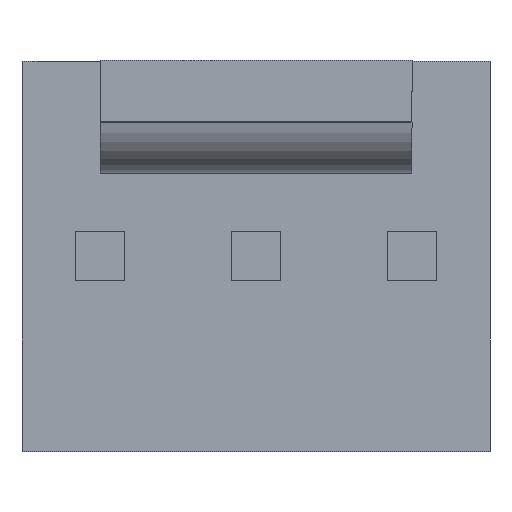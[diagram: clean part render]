
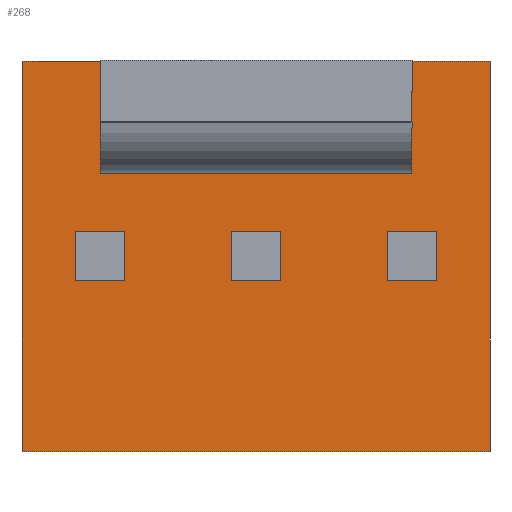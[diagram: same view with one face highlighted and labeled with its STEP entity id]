
A CAD part, top view. The second image highlights one B-rep face of the part: STEP entity #268.
In plain terms, the highlighted planar face has unit normal (0, 0, 1).
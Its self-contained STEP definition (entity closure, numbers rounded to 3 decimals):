
#183 = VERTEX_POINT ( 'NONE', #710 ) ;
#191 = ORIENTED_EDGE ( 'NONE', *, *, #205, .F. ) ;
#192 = ORIENTED_EDGE ( 'NONE', *, *, #284, .F. ) ;
#205 = EDGE_CURVE ( 'NONE', #275, #341, #632, .T. ) ;
#207 = EDGE_CURVE ( 'NONE', #260, #246, #627, .T. ) ;
#208 = ORIENTED_EDGE ( 'NONE', *, *, #329, .F. ) ;
#212 = EDGE_LOOP ( 'NONE', ( #213, #208, #191, #192, #252, #253, #255, #256 ) ) ;
#213 = ORIENTED_EDGE ( 'NONE', *, *, #207, .F. ) ;
#243 = EDGE_CURVE ( 'NONE', #183, #278, #793, .T. ) ;
#246 = VERTEX_POINT ( 'NONE', #783 ) ;
#252 = ORIENTED_EDGE ( 'NONE', *, *, #277, .F. ) ;
#253 = ORIENTED_EDGE ( 'NONE', *, *, #243, .F. ) ;
#254 = EDGE_CURVE ( 'NONE', #344, #183, #913, .T. ) ;
#255 = ORIENTED_EDGE ( 'NONE', *, *, #254, .F. ) ;
#256 = ORIENTED_EDGE ( 'NONE', *, *, #343, .F. ) ;
#260 = VERTEX_POINT ( 'NONE', #893 ) ;
#268 = ADVANCED_FACE ( 'NONE', ( #868 ), #939, .T. ) ;
#275 = VERTEX_POINT ( 'NONE', #872 ) ;
#276 = VERTEX_POINT ( 'NONE', #871 ) ;
#277 = EDGE_CURVE ( 'NONE', #278, #276, #870, .T. ) ;
#278 = VERTEX_POINT ( 'NONE', #1048 ) ;
#284 = EDGE_CURVE ( 'NONE', #276, #275, #962, .T. ) ;
#329 = EDGE_CURVE ( 'NONE', #341, #260, #1013, .T. ) ;
#341 = VERTEX_POINT ( 'NONE', #988 ) ;
#343 = EDGE_CURVE ( 'NONE', #246, #344, #987, .T. ) ;
#344 = VERTEX_POINT ( 'NONE', #983 ) ;
#624 = DIRECTION ( 'NONE',  ( 1., 0., 0. ) ) ;
#625 = VECTOR ( 'NONE', #624, 1000. ) ;
#626 = CARTESIAN_POINT ( 'NONE',  ( -1.27, 2.18, 3.17 ) ) ;
#627 = LINE ( 'NONE', #626, #625 ) ;
#629 = DIRECTION ( 'NONE',  ( 1., 0., 0. ) ) ;
#630 = VECTOR ( 'NONE', #629, 1000. ) ;
#631 = CARTESIAN_POINT ( 'NONE',  ( -1.27, 3.18, 3.17 ) ) ;
#632 = LINE ( 'NONE', #631, #630 ) ;
#710 = CARTESIAN_POINT ( 'NONE',  ( 6.35, 3.18, 3.17 ) ) ;
#783 = CARTESIAN_POINT ( 'NONE',  ( 5.08, 2.18, 3.17 ) ) ;
#790 = DIRECTION ( 'NONE',  ( 0., -1., 0. ) ) ;
#791 = VECTOR ( 'NONE', #790, 1000. ) ;
#792 = CARTESIAN_POINT ( 'NONE',  ( 6.35, 3.18, 3.17 ) ) ;
#793 = LINE ( 'NONE', #792, #791 ) ;
#868 = FACE_OUTER_BOUND ( 'NONE', #212, .T. ) ;
#869 = CARTESIAN_POINT ( 'NONE',  ( 6.35, -3.17, 3.17 ) ) ;
#870 = LINE ( 'NONE', #869, #997 ) ;
#871 = CARTESIAN_POINT ( 'NONE',  ( -1.27, -3.17, 3.17 ) ) ;
#872 = CARTESIAN_POINT ( 'NONE',  ( -1.27, 3.18, 3.17 ) ) ;
#893 = CARTESIAN_POINT ( 'NONE',  ( 0., 2.18, 3.17 ) ) ;
#913 = LINE ( 'NONE', #919, #918 ) ;
#917 = DIRECTION ( 'NONE',  ( 1., 0., 0. ) ) ;
#918 = VECTOR ( 'NONE', #917, 1000. ) ;
#919 = CARTESIAN_POINT ( 'NONE',  ( 5.08, 3.18, 3.17 ) ) ;
#934 = DIRECTION ( 'NONE',  ( 1., 0., 0. ) ) ;
#935 = DIRECTION ( 'NONE',  ( 0., 0., 1. ) ) ;
#936 = CARTESIAN_POINT ( 'NONE',  ( 0., 0., 3.17 ) ) ;
#937 = AXIS2_PLACEMENT_3D ( 'NONE', #936, #935, #934 ) ;
#939 = PLANE ( 'NONE',  #937 ) ;
#961 = DIRECTION ( 'NONE',  ( -1., 0., 0. ) ) ;
#962 = LINE ( 'NONE', #999, #998 ) ;
#963 = DIRECTION ( 'NONE',  ( 0., 1., 0. ) ) ;
#983 = CARTESIAN_POINT ( 'NONE',  ( 5.08, 3.18, 3.17 ) ) ;
#984 = DIRECTION ( 'NONE',  ( 0., 1., 0. ) ) ;
#985 = VECTOR ( 'NONE', #984, 1000. ) ;
#986 = CARTESIAN_POINT ( 'NONE',  ( 5.08, 1.35, 3.17 ) ) ;
#987 = LINE ( 'NONE', #986, #985 ) ;
#988 = CARTESIAN_POINT ( 'NONE',  ( 0., 3.18, 3.17 ) ) ;
#997 = VECTOR ( 'NONE', #961, 1000. ) ;
#998 = VECTOR ( 'NONE', #963, 1000. ) ;
#999 = CARTESIAN_POINT ( 'NONE',  ( -1.27, -3.17, 3.17 ) ) ;
#1010 = DIRECTION ( 'NONE',  ( 0., -1., 0. ) ) ;
#1011 = VECTOR ( 'NONE', #1010, 1000. ) ;
#1012 = CARTESIAN_POINT ( 'NONE',  ( 0., 3.18, 3.17 ) ) ;
#1013 = LINE ( 'NONE', #1012, #1011 ) ;
#1048 = CARTESIAN_POINT ( 'NONE',  ( 6.35, -3.17, 3.17 ) ) ;
